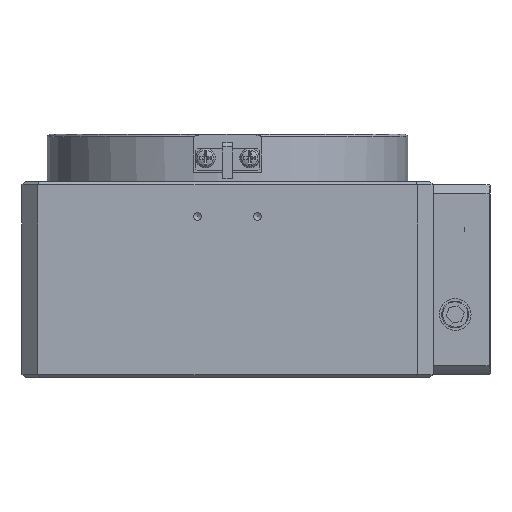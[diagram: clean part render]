
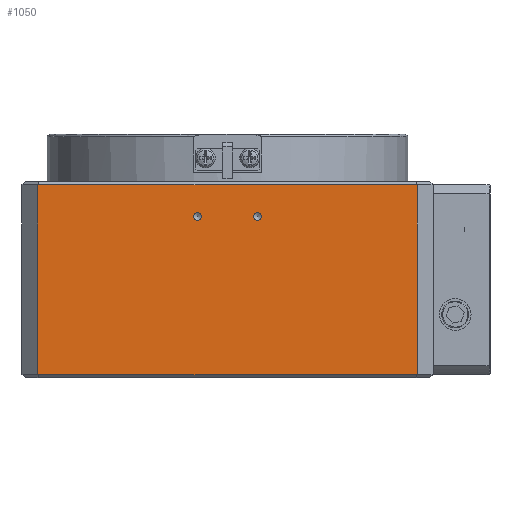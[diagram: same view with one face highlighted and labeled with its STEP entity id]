
A CAD part, left-side view. The second image highlights one B-rep face of the part: STEP entity #1050.
In plain terms, the highlighted planar face has unit normal (-1, 0, 0).
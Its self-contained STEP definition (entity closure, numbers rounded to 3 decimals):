
#1050 = ADVANCED_FACE( '', ( #2196, #2197, #2198 ), #2199, .F. );
#2196 = FACE_BOUND( '', #3478, .T. );
#2197 = FACE_BOUND( '', #3479, .T. );
#2198 = FACE_OUTER_BOUND( '', #3480, .T. );
#2199 = PLANE( '', #3481 );
#3478 = EDGE_LOOP( '', ( #5436 ) );
#3479 = EDGE_LOOP( '', ( #5437 ) );
#3480 = EDGE_LOOP( '', ( #5438, #5439, #5440, #5441 ) );
#3481 = AXIS2_PLACEMENT_3D( '', #5442, #5443, #5444 );
#5436 = ORIENTED_EDGE( '', *, *, #6962, .T. );
#5437 = ORIENTED_EDGE( '', *, *, #6452, .T. );
#5438 = ORIENTED_EDGE( '', *, *, #6745, .T. );
#5439 = ORIENTED_EDGE( '', *, *, #6830, .T. );
#5440 = ORIENTED_EDGE( '', *, *, #6723, .T. );
#5441 = ORIENTED_EDGE( '', *, *, #6963, .T. );
#5442 = CARTESIAN_POINT( '', ( -80., 65., 62. ) );
#5443 = DIRECTION( '', ( 1., 0., 0. ) );
#5444 = DIRECTION( '', ( 0., 0., -1. ) );
#6452 = EDGE_CURVE( '', #7418, #7418, #7419, .T. );
#6723 = EDGE_CURVE( '', #7845, #7846, #7847, .F. );
#6745 = EDGE_CURVE( '', #7773, #7505, #7876, .F. );
#6830 = EDGE_CURVE( '', #7505, #7845, #7987, .F. );
#6962 = EDGE_CURVE( '', #8167, #8167, #8168, .T. );
#6963 = EDGE_CURVE( '', #7846, #7773, #8169, .T. );
#7418 = VERTEX_POINT( '', #8741 );
#7419 = CIRCLE( '', #8742, 1.25 );
#7505 = VERTEX_POINT( '', #9169 );
#7773 = VERTEX_POINT( '', #9503 );
#7845 = VERTEX_POINT( '', #9615 );
#7846 = VERTEX_POINT( '', #9616 );
#7847 = LINE( '', #9617, #9618 );
#7876 = LINE( '', #9656, #9657 );
#7987 = LINE( '', #9795, #9796 );
#8167 = VERTEX_POINT( '', #10003 );
#8168 = CIRCLE( '', #10004, 1.25 );
#8169 = LINE( '', #10005, #10006 );
#8741 = CARTESIAN_POINT( '', ( -80., 9.5, 52.25 ) );
#8742 = AXIS2_PLACEMENT_3D( '', #10491, #10492, #10493 );
#9169 = CARTESIAN_POINT( '', ( -80., 60., 1. ) );
#9503 = CARTESIAN_POINT( '', ( -80., 60., 61. ) );
#9615 = CARTESIAN_POINT( '', ( -80., -60., 1. ) );
#9616 = CARTESIAN_POINT( '', ( -80., -60., 61. ) );
#9617 = CARTESIAN_POINT( '', ( -80., -60., 62. ) );
#9618 = VECTOR( '', #10869, 1000. );
#9656 = CARTESIAN_POINT( '', ( -80., 60., 62. ) );
#9657 = VECTOR( '', #10897, 1000. );
#9795 = CARTESIAN_POINT( '', ( -80., 65., 1. ) );
#9796 = VECTOR( '', #10982, 1000. );
#10003 = CARTESIAN_POINT( '', ( -80., -9.498, 52.25 ) );
#10004 = AXIS2_PLACEMENT_3D( '', #11139, #11140, #11141 );
#10005 = CARTESIAN_POINT( '', ( -80., 0., 61. ) );
#10006 = VECTOR( '', #11142, 1000. );
#10491 = CARTESIAN_POINT( '', ( -80., 9.5, 51. ) );
#10492 = DIRECTION( '', ( 1., 0., 0. ) );
#10493 = DIRECTION( '', ( 0., 0., 1. ) );
#10869 = DIRECTION( '', ( 0., 0., -1. ) );
#10897 = DIRECTION( '', ( 0., 0., 1. ) );
#10982 = DIRECTION( '', ( 0., 1., 0. ) );
#11139 = CARTESIAN_POINT( '', ( -80., -9.498, 51. ) );
#11140 = DIRECTION( '', ( 1., 0., 0. ) );
#11141 = DIRECTION( '', ( 0., 0., 1. ) );
#11142 = DIRECTION( '', ( 0., 1., 0. ) );
